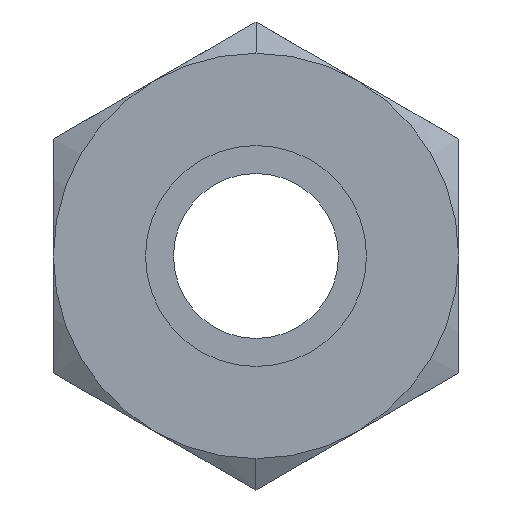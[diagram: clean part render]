
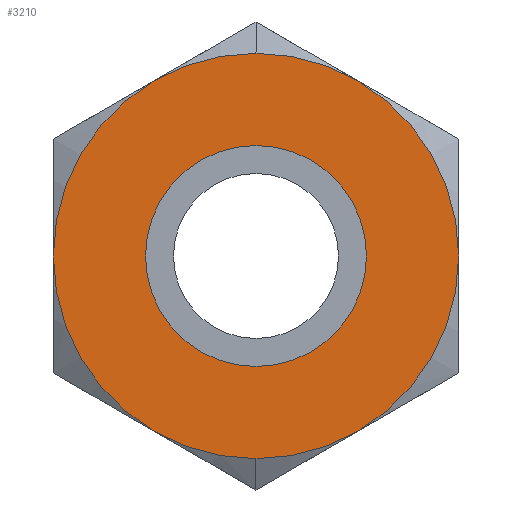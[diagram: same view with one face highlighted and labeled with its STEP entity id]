
A CAD part, left-side view. The second image highlights one B-rep face of the part: STEP entity #3210.
In plain terms, the highlighted planar face has unit normal (-1, 0, 0).
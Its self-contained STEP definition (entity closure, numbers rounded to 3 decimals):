
#90 = DIRECTION ( 'NONE',  ( 1., 0., 0. ) ) ;
#312 = AXIS2_PLACEMENT_3D ( 'NONE', #923, #8946, #3995 ) ;
#568 = VERTEX_POINT ( 'NONE', #4949 ) ;
#622 = EDGE_CURVE ( 'NONE', #568, #7510, #7336, .T. ) ;
#650 = PLANE ( 'NONE',  #3802 ) ;
#923 = CARTESIAN_POINT ( 'NONE',  ( 0., 0., 0. ) ) ;
#1105 = EDGE_LOOP ( 'NONE', ( #7137, #5567 ) ) ;
#1122 = EDGE_LOOP ( 'NONE', ( #9020, #3528 ) ) ;
#1971 = EDGE_CURVE ( 'NONE', #5970, #4656, #2371, .T. ) ;
#2012 = CARTESIAN_POINT ( 'NONE',  ( 0., 0., -8.73 ) ) ;
#2371 = CIRCLE ( 'NONE', #6910, 4.76 ) ;
#2524 = CIRCLE ( 'NONE', #3735, 8.73 ) ;
#2621 = EDGE_CURVE ( 'NONE', #7510, #568, #2524, .T. ) ;
#2684 = DIRECTION ( 'NONE',  ( -1., 0., 0. ) ) ;
#2769 = CARTESIAN_POINT ( 'NONE',  ( 0., 0., 4.365 ) ) ;
#3078 = DIRECTION ( 'NONE',  ( 1., 0., 0. ) ) ;
#3210 = ADVANCED_FACE ( 'NONE', ( #9236, #9150 ), #650, .T. ) ;
#3312 = CARTESIAN_POINT ( 'NONE',  ( 0., 0., 4.76 ) ) ;
#3440 = DIRECTION ( 'NONE',  ( 0., 0., 1. ) ) ;
#3528 = ORIENTED_EDGE ( 'NONE', *, *, #2621, .F. ) ;
#3735 = AXIS2_PLACEMENT_3D ( 'NONE', #4404, #3078, #7332 ) ;
#3802 = AXIS2_PLACEMENT_3D ( 'NONE', #2769, #2684, #3440 ) ;
#3995 = DIRECTION ( 'NONE',  ( 0., 0., 1. ) ) ;
#4281 = DIRECTION ( 'NONE',  ( 0., 0., 1. ) ) ;
#4370 = CARTESIAN_POINT ( 'NONE',  ( 0., 0., 0. ) ) ;
#4404 = CARTESIAN_POINT ( 'NONE',  ( 0., 0., 0. ) ) ;
#4656 = VERTEX_POINT ( 'NONE', #3312 ) ;
#4949 = CARTESIAN_POINT ( 'NONE',  ( 0., 0., 8.73 ) ) ;
#5327 = DIRECTION ( 'NONE',  ( 0., 0., -1. ) ) ;
#5567 = ORIENTED_EDGE ( 'NONE', *, *, #7731, .T. ) ;
#5878 = DIRECTION ( 'NONE',  ( 1., 0., 0. ) ) ;
#5886 = CIRCLE ( 'NONE', #312, 4.76 ) ;
#5970 = VERTEX_POINT ( 'NONE', #8763 ) ;
#5977 = AXIS2_PLACEMENT_3D ( 'NONE', #4370, #5878, #4281 ) ;
#6910 = AXIS2_PLACEMENT_3D ( 'NONE', #7495, #90, #5327 ) ;
#7137 = ORIENTED_EDGE ( 'NONE', *, *, #1971, .T. ) ;
#7332 = DIRECTION ( 'NONE',  ( 0., 0., -1. ) ) ;
#7336 = CIRCLE ( 'NONE', #5977, 8.73 ) ;
#7495 = CARTESIAN_POINT ( 'NONE',  ( 0., 0., 0. ) ) ;
#7510 = VERTEX_POINT ( 'NONE', #2012 ) ;
#7731 = EDGE_CURVE ( 'NONE', #4656, #5970, #5886, .T. ) ;
#8763 = CARTESIAN_POINT ( 'NONE',  ( 0., 0., -4.76 ) ) ;
#8946 = DIRECTION ( 'NONE',  ( 1., 0., 0. ) ) ;
#9020 = ORIENTED_EDGE ( 'NONE', *, *, #622, .F. ) ;
#9150 = FACE_OUTER_BOUND ( 'NONE', #1122, .T. ) ;
#9236 = FACE_BOUND ( 'NONE', #1105, .T. ) ;
